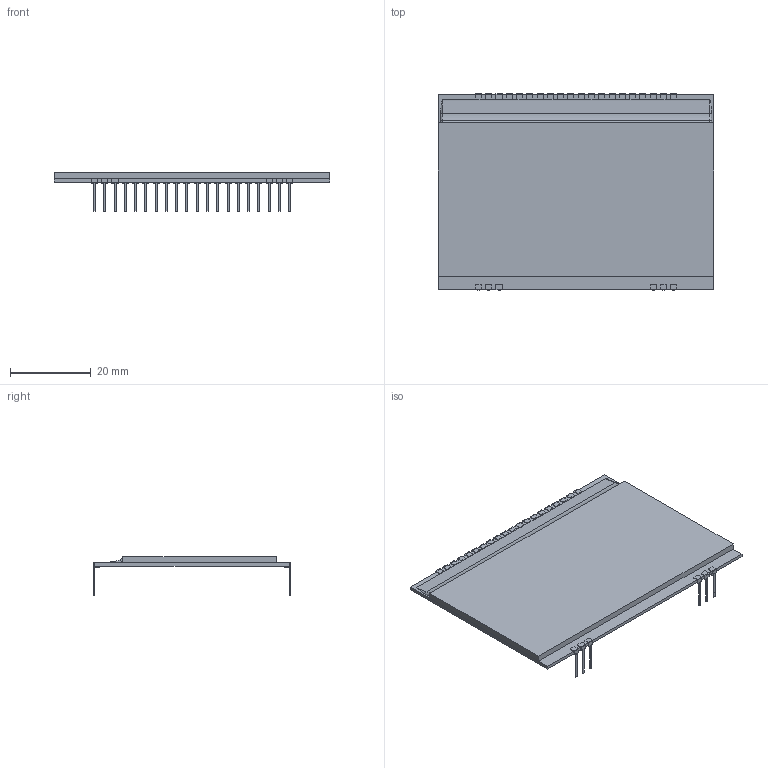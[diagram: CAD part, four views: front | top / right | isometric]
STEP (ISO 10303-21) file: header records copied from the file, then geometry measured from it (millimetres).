
FILE_DESCRIPTION(('FreeCAD Model'),'2;1');
FILE_NAME('Open CASCADE Shape Model','2024-07-10T20:08:05',(''),(''), 'Open CASCADE STEP processor 7.6','FreeCAD','Unknown');
FILE_SCHEMA(('AUTOMOTIVE_DESIGN { 1 0 10303 214 1 1 1 1 }'));
Length unit declared in the file: millimetre
Products named in the file (6): EA DOGM128; EA-DOGM128-SCREEN006; Cube; Cube001; Fusion; dogpin
Assembly tree (30 placements, depth 3):
  EA DOGM128
    EA-DOGM128-SCREEN006
      Cube
      Cube001
      Fusion
    dogpin  x26
Bounding box: 68 x 48.46 x 9.58 mm (x, y, z)
Volume: 6687.6 mm3; surface area: 13641 mm2
Topology: 29 solids, 29 shells, 779 faces, 2107 edges, 1386 vertices
Faces by surface type: plane 486, cylinder 291, torus 2
Entity records: 2199 total; most frequent: DIRECTION 326, CARTESIAN_POINT 321, ORIENTED_EDGE 264, EDGE_CURVE 132, AXIS2_PLACEMENT_3D 115, LINE 96, VECTOR 96, VERTEX_POINT 86
